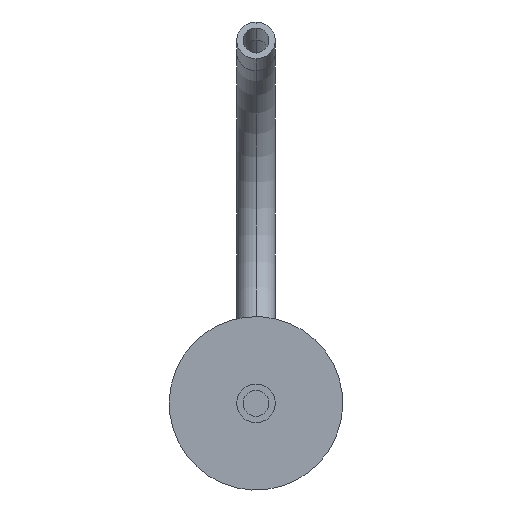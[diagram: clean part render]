
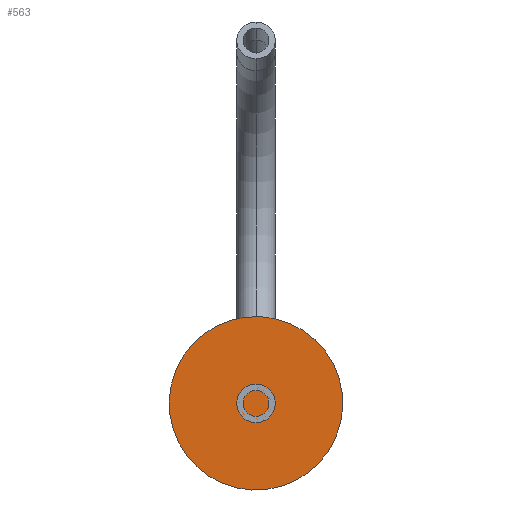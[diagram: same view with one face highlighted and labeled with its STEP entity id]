
A CAD part, front view. The second image highlights one B-rep face of the part: STEP entity #563.
In plain terms, the highlighted planar face has unit normal (0, -1, 0).
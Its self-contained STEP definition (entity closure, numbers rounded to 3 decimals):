
#9 = ORIENTED_EDGE ( 'NONE', *, *, #89, .F. ) ;
#33 = AXIS2_PLACEMENT_3D ( 'NONE', #744, #139, #511 ) ;
#75 = AXIS2_PLACEMENT_3D ( 'NONE', #352, #475, #713 ) ;
#89 = EDGE_CURVE ( 'NONE', #599, #618, #681, .T. ) ;
#139 = DIRECTION ( 'NONE',  ( 0., 1., 0. ) ) ;
#142 = EDGE_CURVE ( 'NONE', #618, #599, #450, .T. ) ;
#165 = EDGE_LOOP ( 'NONE', ( #9, #391 ) ) ;
#291 = DIRECTION ( 'NONE',  ( 0., 1., 0. ) ) ;
#320 = AXIS2_PLACEMENT_3D ( 'NONE', #358, #291, #659 ) ;
#345 = FACE_OUTER_BOUND ( 'NONE', #165, .T. ) ;
#352 = CARTESIAN_POINT ( 'NONE',  ( 0., -15., 0. ) ) ;
#358 = CARTESIAN_POINT ( 'NONE',  ( 0., -15., 0. ) ) ;
#391 = ORIENTED_EDGE ( 'NONE', *, *, #142, .F. ) ;
#450 = CIRCLE ( 'NONE', #320, 67.5 ) ;
#464 = CARTESIAN_POINT ( 'NONE',  ( 0., -15., 67.5 ) ) ;
#475 = DIRECTION ( 'NONE',  ( 0., 1., 0. ) ) ;
#511 = DIRECTION ( 'NONE',  ( 0., 0., 1. ) ) ;
#520 = PLANE ( 'NONE',  #33 ) ;
#527 = CARTESIAN_POINT ( 'NONE',  ( 0., -15., -67.5 ) ) ;
#563 = ADVANCED_FACE ( 'NONE', ( #345 ), #520, .F. ) ;
#599 = VERTEX_POINT ( 'NONE', #464 ) ;
#618 = VERTEX_POINT ( 'NONE', #527 ) ;
#659 = DIRECTION ( 'NONE',  ( 0., 0., 1. ) ) ;
#681 = CIRCLE ( 'NONE', #75, 67.5 ) ;
#713 = DIRECTION ( 'NONE',  ( 0., 0., 1. ) ) ;
#744 = CARTESIAN_POINT ( 'NONE',  ( 0., -15., 0. ) ) ;
